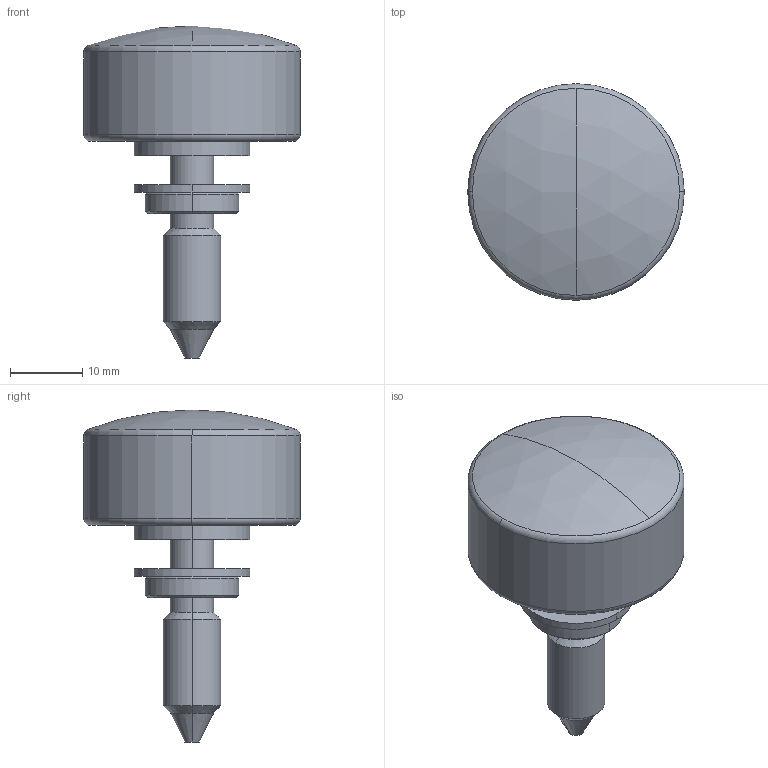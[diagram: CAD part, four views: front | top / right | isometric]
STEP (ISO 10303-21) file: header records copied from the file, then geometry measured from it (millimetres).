
FILE_DESCRIPTION (( 'STEP AP203' ), '1' );
FILE_NAME ('sone3D.STEP', '2013-09-04T09:20:32', ( '' ), ( '' ), 'SwSTEP 2.0', 'SolidWorks 2012', '' );
FILE_SCHEMA (( 'CONFIG_CONTROL_DESIGN' ));
Length unit declared in the file: millimetre
Products named in the file (4): A-226-2~4丸ナット_; sone3D; A-226-2~4本体__A-226-4_; A-226-2~4樹脂ワッシャー_
Assembly tree (3 placements, depth 2):
  sone3D
    A-226-2~4本体__A-226-4_
    A-226-2~4樹脂ワッシャー_
    A-226-2~4丸ナット_
Bounding box: 30 x 30 x 46 mm (x, y, z)
Volume: 12061.3 mm3; surface area: 3995 mm2
Topology: 3 solids, 3 shells, 41 faces, 82 edges, 49 vertices
Faces by surface type: cylinder 16, cone 12, plane 7, torus 4, sphere 2
Entity records: 1496 total; most frequent: DIRECTION 230, CARTESIAN_POINT 178, ORIENTED_EDGE 164, AXIS2_PLACEMENT_3D 101, EDGE_CURVE 82, CIRCLE 54, VERTEX_POINT 49, EDGE_LOOP 47
